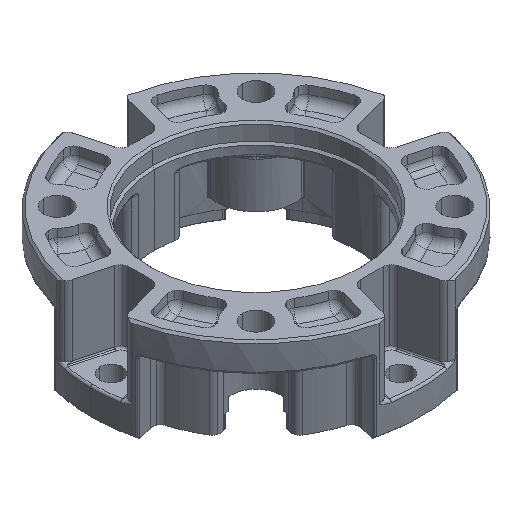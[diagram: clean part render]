
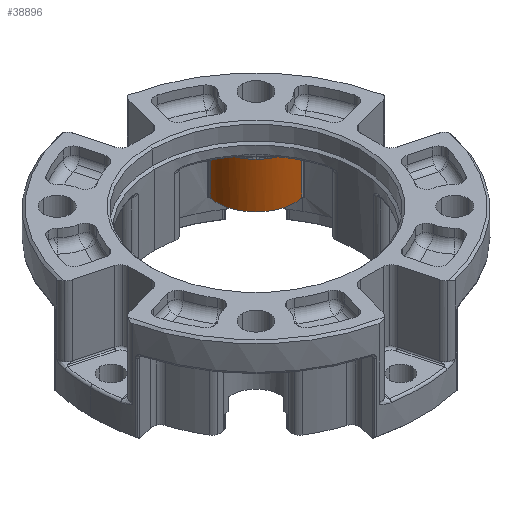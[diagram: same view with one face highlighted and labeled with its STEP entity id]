
A CAD part, isometric view. The second image highlights one B-rep face of the part: STEP entity #38896.
In plain terms, the highlighted cylindrical face has radius 9.5 mm (diameter 19 mm), a partial arc.
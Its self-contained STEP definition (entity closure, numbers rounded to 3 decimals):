
#38793=CARTESIAN_POINT('',(24.042,24.042,0.));
#38794=DIRECTION('',(0.,0.,1.));
#38795=DIRECTION('',(-0.218,0.976,0.));
#38796=AXIS2_PLACEMENT_3D('',#38793,#38794,#38795);
#38797=CYLINDRICAL_SURFACE('',#38796,9.5);
#38798=CARTESIAN_POINT('',(14.699,25.763,6.));
#38799=VERTEX_POINT('',#38798);
#38800=CARTESIAN_POINT('',(14.699,25.763,17.));
#38801=VERTEX_POINT('',#38800);
#38802=CARTESIAN_POINT('',(14.699,25.763,-12345.));
#38803=DIRECTION('',(0.,0.,1.));
#38804=VECTOR('',#38803,24690.);
#38805=LINE('',#38802,#38804);
#38806=EDGE_CURVE('',#38799,#38801,#38805,.T.);
#38807=ORIENTED_EDGE('',*,*,#38806,.F.);
#38808=CARTESIAN_POINT('',(25.763,14.699,6.));
#38809=VERTEX_POINT('',#38808);
#38810=CARTESIAN_POINT('',(24.042,24.042,6.));
#38811=DIRECTION('',(0.,0.,1.));
#38812=DIRECTION('',(-0.218,0.976,0.));
#38813=AXIS2_PLACEMENT_3D('',#38810,#38811,#38812);
#38814=CIRCLE('',#38813,9.5);
#38815=EDGE_CURVE('',#38799,#38809,#38814,.T.);
#38816=ORIENTED_EDGE('',*,*,#38815,.T.);
#38817=CARTESIAN_POINT('',(25.763,14.699,17.));
#38818=VERTEX_POINT('',#38817);
#38819=CARTESIAN_POINT('',(25.763,14.699,12345.));
#38820=DIRECTION('',(-0.,-0.,-1.));
#38821=VECTOR('',#38820,24690.);
#38822=LINE('',#38819,#38821);
#38823=EDGE_CURVE('',#38818,#38809,#38822,.T.);
#38824=ORIENTED_EDGE('',*,*,#38823,.F.);
#38825=CARTESIAN_POINT('',(20.312,15.304,17.));
#38826=VERTEX_POINT('',#38825);
#38827=CARTESIAN_POINT('',(24.042,24.042,17.));
#38828=DIRECTION('',(0.,0.,1.));
#38829=DIRECTION('',(-0.218,0.976,0.));
#38830=AXIS2_PLACEMENT_3D('',#38827,#38828,#38829);
#38831=CIRCLE('',#38830,9.5);
#38832=EDGE_CURVE('',#38826,#38818,#38831,.T.);
#38833=ORIENTED_EDGE('',*,*,#38832,.F.);
#38834=CARTESIAN_POINT('',(18.721,16.171,17.));
#38835=VERTEX_POINT('',#38834);
#38836=CARTESIAN_POINT('',(18.721,16.171,17.));
#38837=CARTESIAN_POINT('',(18.889,16.058,17.));
#38838=CARTESIAN_POINT('',(19.231,15.842,17.));
#38839=CARTESIAN_POINT('',(19.762,15.553,17.));
#38840=CARTESIAN_POINT('',(20.127,15.383,17.));
#38841=CARTESIAN_POINT('',(20.312,15.304,17.));
#38842=(BOUNDED_CURVE()
B_SPLINE_CURVE(3,(#38836,#38837,#38838,#38839,#38840,#38841),.UNSPECIFIED.,.F.,.F.)
B_SPLINE_CURVE_WITH_KNOTS((4,1,1,4),(0.5,0.667,0.833,1.),.UNSPECIFIED.)
CURVE()
GEOMETRIC_REPRESENTATION_ITEM()
RATIONAL_B_SPLINE_CURVE((0.991,0.991,0.992,0.995,0.998,1.))
REPRESENTATION_ITEM(''));
#38843=EDGE_CURVE('',#38835,#38826,#38842,.T.);
#38844=ORIENTED_EDGE('',*,*,#38843,.F.);
#38845=CARTESIAN_POINT('',(17.324,17.324,17.));
#38846=VERTEX_POINT('',#38845);
#38847=CARTESIAN_POINT('',(17.324,17.324,17.));
#38848=CARTESIAN_POINT('',(17.466,17.182,17.));
#38849=CARTESIAN_POINT('',(17.76,16.907,17.));
#38850=CARTESIAN_POINT('',(18.226,16.521,17.));
#38851=CARTESIAN_POINT('',(18.554,16.284,17.));
#38852=CARTESIAN_POINT('',(18.721,16.171,17.));
#38853=(BOUNDED_CURVE()
B_SPLINE_CURVE(3,(#38847,#38848,#38849,#38850,#38851,#38852),.UNSPECIFIED.,.F.,.F.)
B_SPLINE_CURVE_WITH_KNOTS((4,1,1,4),(0.,0.167,0.333,0.5),.UNSPECIFIED.)
CURVE()
GEOMETRIC_REPRESENTATION_ITEM()
RATIONAL_B_SPLINE_CURVE((1.,0.998,0.995,0.992,0.991,0.991))
REPRESENTATION_ITEM(''));
#38854=EDGE_CURVE('',#38846,#38835,#38853,.T.);
#38855=ORIENTED_EDGE('',*,*,#38854,.F.);
#38856=CARTESIAN_POINT('',(16.171,18.721,17.));
#38857=VERTEX_POINT('',#38856);
#38858=CARTESIAN_POINT('',(16.171,18.721,17.));
#38859=CARTESIAN_POINT('',(16.284,18.554,17.));
#38860=CARTESIAN_POINT('',(16.521,18.226,17.));
#38861=CARTESIAN_POINT('',(16.907,17.76,17.));
#38862=CARTESIAN_POINT('',(17.182,17.466,17.));
#38863=CARTESIAN_POINT('',(17.324,17.324,17.));
#38864=(BOUNDED_CURVE()
B_SPLINE_CURVE(3,(#38858,#38859,#38860,#38861,#38862,#38863),.UNSPECIFIED.,.F.,.F.)
B_SPLINE_CURVE_WITH_KNOTS((4,1,1,4),(0.,0.167,0.333,0.5),.UNSPECIFIED.)
CURVE()
GEOMETRIC_REPRESENTATION_ITEM()
RATIONAL_B_SPLINE_CURVE((0.991,0.991,0.992,0.995,0.998,1.))
REPRESENTATION_ITEM(''));
#38865=EDGE_CURVE('',#38857,#38846,#38864,.T.);
#38866=ORIENTED_EDGE('',*,*,#38865,.F.);
#38867=CARTESIAN_POINT('',(15.304,20.312,17.));
#38868=VERTEX_POINT('',#38867);
#38869=CARTESIAN_POINT('',(15.304,20.312,17.));
#38870=CARTESIAN_POINT('',(15.383,20.127,17.));
#38871=CARTESIAN_POINT('',(15.553,19.762,17.));
#38872=CARTESIAN_POINT('',(15.842,19.231,17.));
#38873=CARTESIAN_POINT('',(16.058,18.889,17.));
#38874=CARTESIAN_POINT('',(16.171,18.721,17.));
#38875=(BOUNDED_CURVE()
B_SPLINE_CURVE(3,(#38869,#38870,#38871,#38872,#38873,#38874),.UNSPECIFIED.,.F.,.F.)
B_SPLINE_CURVE_WITH_KNOTS((4,1,1,4),(0.5,0.667,0.833,1.),.UNSPECIFIED.)
CURVE()
GEOMETRIC_REPRESENTATION_ITEM()
RATIONAL_B_SPLINE_CURVE((1.,0.998,0.995,0.992,0.991,0.991))
REPRESENTATION_ITEM(''));
#38876=EDGE_CURVE('',#38868,#38857,#38875,.T.);
#38877=ORIENTED_EDGE('',*,*,#38876,.F.);
#38878=CARTESIAN_POINT('',(14.542,24.042,17.));
#38879=VERTEX_POINT('',#38878);
#38880=CARTESIAN_POINT('',(24.042,24.042,17.));
#38881=DIRECTION('',(0.,0.,1.));
#38882=DIRECTION('',(-0.218,0.976,0.));
#38883=AXIS2_PLACEMENT_3D('',#38880,#38881,#38882);
#38884=CIRCLE('',#38883,9.5);
#38885=EDGE_CURVE('',#38879,#38868,#38884,.T.);
#38886=ORIENTED_EDGE('',*,*,#38885,.F.);
#38887=CARTESIAN_POINT('',(24.042,24.042,17.));
#38888=DIRECTION('',(0.,0.,1.));
#38889=DIRECTION('',(-0.218,0.976,0.));
#38890=AXIS2_PLACEMENT_3D('',#38887,#38888,#38889);
#38891=CIRCLE('',#38890,9.5);
#38892=EDGE_CURVE('',#38801,#38879,#38891,.T.);
#38893=ORIENTED_EDGE('',*,*,#38892,.F.);
#38894=EDGE_LOOP('',(#38807,#38816,#38824,#38833,#38844,#38855,#38866,#38877,#38886,#38893));
#38895=FACE_BOUND('',#38894,.T.);
#38896=ADVANCED_FACE('',(#38895),#38797,.T.);
